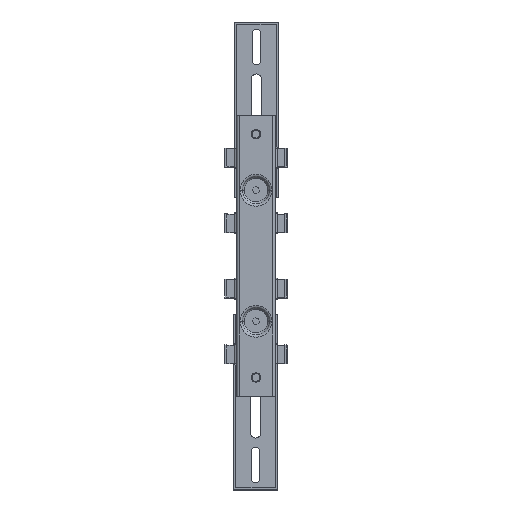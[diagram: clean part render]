
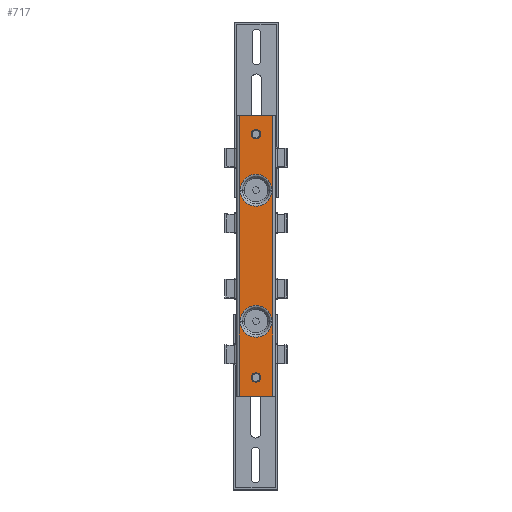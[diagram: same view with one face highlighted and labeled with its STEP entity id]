
A CAD part, top view. The second image highlights one B-rep face of the part: STEP entity #717.
In plain terms, the highlighted planar face has unit normal (0, 0, 1).
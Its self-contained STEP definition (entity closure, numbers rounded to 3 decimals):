
#717=ADVANCED_FACE('',(#2386,#2387,#2388,#2389,#2390),#2391,.T.);
#2386=FACE_OUTER_BOUND('',#4856,.T.);
#2387=FACE_BOUND('',#4857,.T.);
#2388=FACE_BOUND('',#4858,.T.);
#2389=FACE_BOUND('',#4859,.T.);
#2390=FACE_BOUND('',#4860,.T.);
#2391=PLANE('',#4861);
#4856=EDGE_LOOP('',(#10292,#10293,#10294,#10295));
#4857=EDGE_LOOP('',(#10296,#10297));
#4858=EDGE_LOOP('',(#10298,#10299));
#4859=EDGE_LOOP('',(#10300,#10301));
#4860=EDGE_LOOP('',(#10302,#10303));
#4861=AXIS2_PLACEMENT_3D('',#10304,#10305,#10306);
#10292=ORIENTED_EDGE('',*,*,#17702,.F.);
#10293=ORIENTED_EDGE('',*,*,#17703,.F.);
#10294=ORIENTED_EDGE('',*,*,#17704,.T.);
#10295=ORIENTED_EDGE('',*,*,#17705,.T.);
#10296=ORIENTED_EDGE('',*,*,#17706,.T.);
#10297=ORIENTED_EDGE('',*,*,#17663,.T.);
#10298=ORIENTED_EDGE('',*,*,#17707,.T.);
#10299=ORIENTED_EDGE('',*,*,#17678,.T.);
#10300=ORIENTED_EDGE('',*,*,#17708,.T.);
#10301=ORIENTED_EDGE('',*,*,#17690,.T.);
#10302=ORIENTED_EDGE('',*,*,#17709,.T.);
#10303=ORIENTED_EDGE('',*,*,#17648,.T.);
#10304=CARTESIAN_POINT('',(-53.953,129.025,52.953));
#10305=DIRECTION('',(0.0,0.0,1.0));
#10306=DIRECTION('',(1.0,0.0,0.0));
#17648=EDGE_CURVE('',#21676,#21677,#21678,.T.);
#17663=EDGE_CURVE('',#21705,#21706,#21707,.T.);
#17678=EDGE_CURVE('',#21734,#21735,#21736,.T.);
#17690=EDGE_CURVE('',#21756,#21757,#21758,.T.);
#17702=EDGE_CURVE('',#21778,#21779,#21780,.T.);
#17703=EDGE_CURVE('',#21781,#21778,#21782,.T.);
#17704=EDGE_CURVE('',#21781,#21783,#21784,.T.);
#17705=EDGE_CURVE('',#21783,#21779,#21785,.T.);
#17706=EDGE_CURVE('',#21706,#21705,#21786,.T.);
#17707=EDGE_CURVE('',#21735,#21734,#21787,.T.);
#17708=EDGE_CURVE('',#21757,#21756,#21788,.T.);
#17709=EDGE_CURVE('',#21677,#21676,#21789,.T.);
#21676=VERTEX_POINT('',#28176);
#21677=VERTEX_POINT('',#28177);
#21678=CIRCLE('',#28178,5.0);
#21705=VERTEX_POINT('',#28213);
#21706=VERTEX_POINT('',#28214);
#21707=CIRCLE('',#28215,5.0);
#21734=VERTEX_POINT('',#28250);
#21735=VERTEX_POINT('',#28251);
#21736=CIRCLE('',#28252,16.949);
#21756=VERTEX_POINT('',#28276);
#21757=VERTEX_POINT('',#28277);
#21758=CIRCLE('',#28278,16.949);
#21778=VERTEX_POINT('',#28302);
#21779=VERTEX_POINT('',#28303);
#21780=LINE('',#28304,#28305);
#21781=VERTEX_POINT('',#28306);
#21782=LINE('',#28307,#28308);
#21783=VERTEX_POINT('',#28309);
#21784=LINE('',#28310,#28311);
#21785=LINE('',#28312,#28313);
#21786=CIRCLE('',#28314,5.0);
#21787=CIRCLE('',#28315,16.949);
#21788=CIRCLE('',#28316,16.949);
#21789=CIRCLE('',#28317,5.0);
#28176=CARTESIAN_POINT('',(-28.153,109.025,52.953));
#28177=CARTESIAN_POINT('',(-38.153,109.025,52.953));
#28178=AXIS2_PLACEMENT_3D('',#34604,#34605,#34606);
#28213=CARTESIAN_POINT('',(-28.153,-150.975,52.953));
#28214=CARTESIAN_POINT('',(-38.153,-150.975,52.953));
#28215=AXIS2_PLACEMENT_3D('',#34633,#34634,#34635);
#28250=CARTESIAN_POINT('',(-50.103,49.025,52.953));
#28251=CARTESIAN_POINT('',(-16.204,49.025,52.953));
#28252=AXIS2_PLACEMENT_3D('',#34662,#34663,#34664);
#28276=CARTESIAN_POINT('',(-50.103,-90.975,52.953));
#28277=CARTESIAN_POINT('',(-16.204,-90.975,52.953));
#28278=AXIS2_PLACEMENT_3D('',#34690,#34691,#34692);
#28302=CARTESIAN_POINT('',(-15.353,-170.975,52.953));
#28303=CARTESIAN_POINT('',(-50.953,-170.975,52.953));
#28304=CARTESIAN_POINT('',(-53.953,-170.975,52.953));
#28305=VECTOR('',#34718,1000.0);
#28306=CARTESIAN_POINT('',(-15.353,129.025,52.953));
#28307=CARTESIAN_POINT('',(-15.353,129.025,52.953));
#28308=VECTOR('',#34719,1000.0);
#28309=CARTESIAN_POINT('',(-50.953,129.025,52.953));
#28310=CARTESIAN_POINT('',(-53.953,129.025,52.953));
#28311=VECTOR('',#34720,1000.0);
#28312=CARTESIAN_POINT('',(-50.953,129.025,52.953));
#28313=VECTOR('',#34721,1000.0);
#28314=AXIS2_PLACEMENT_3D('',#34722,#34723,#34724);
#28315=AXIS2_PLACEMENT_3D('',#34725,#34726,#34727);
#28316=AXIS2_PLACEMENT_3D('',#34728,#34729,#34730);
#28317=AXIS2_PLACEMENT_3D('',#34731,#34732,#34733);
#34604=CARTESIAN_POINT('',(-33.153,109.025,52.953));
#34605=DIRECTION('',(0.0,0.0,-1.0));
#34606=DIRECTION('',(-1.0,0.0,0.0));
#34633=CARTESIAN_POINT('',(-33.153,-150.975,52.953));
#34634=DIRECTION('',(0.0,0.0,-1.0));
#34635=DIRECTION('',(-1.0,0.0,0.0));
#34662=CARTESIAN_POINT('',(-33.153,49.025,52.953));
#34663=DIRECTION('',(0.0,0.0,-1.0));
#34664=DIRECTION('',(1.0,0.0,0.0));
#34690=CARTESIAN_POINT('',(-33.153,-90.975,52.953));
#34691=DIRECTION('',(0.0,0.0,-1.0));
#34692=DIRECTION('',(1.0,0.0,0.0));
#34718=DIRECTION('',(-1.0,0.0,0.0));
#34719=DIRECTION('',(-0.0,-1.0,-0.0));
#34720=DIRECTION('',(-1.0,0.0,0.0));
#34721=DIRECTION('',(-0.0,-1.0,-0.0));
#34722=CARTESIAN_POINT('',(-33.153,-150.975,52.953));
#34723=DIRECTION('',(0.0,0.0,-1.0));
#34724=DIRECTION('',(-1.0,0.0,0.0));
#34725=CARTESIAN_POINT('',(-33.153,49.025,52.953));
#34726=DIRECTION('',(0.0,0.0,-1.0));
#34727=DIRECTION('',(1.0,0.0,0.0));
#34728=CARTESIAN_POINT('',(-33.153,-90.975,52.953));
#34729=DIRECTION('',(0.0,0.0,-1.0));
#34730=DIRECTION('',(1.0,0.0,0.0));
#34731=CARTESIAN_POINT('',(-33.153,109.025,52.953));
#34732=DIRECTION('',(0.0,0.0,-1.0));
#34733=DIRECTION('',(-1.0,0.0,0.0));
